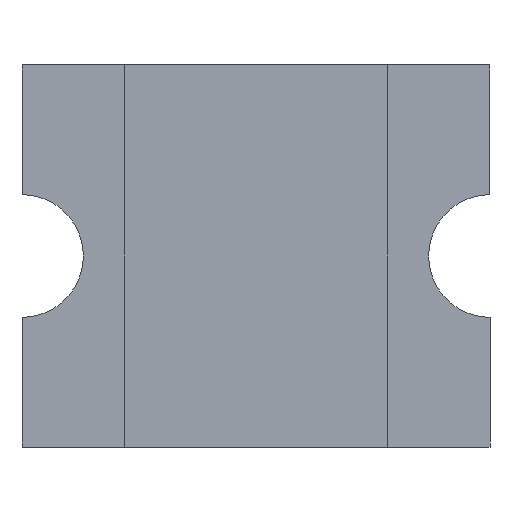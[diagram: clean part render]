
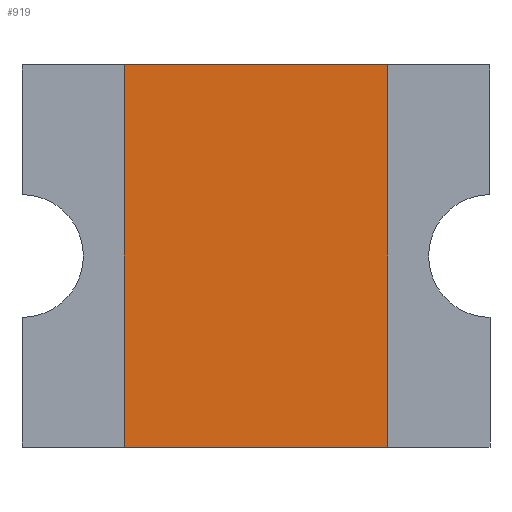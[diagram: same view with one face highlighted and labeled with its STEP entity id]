
A CAD part, front view. The second image highlights one B-rep face of the part: STEP entity #919.
In plain terms, the highlighted planar face has unit normal (0, -1, 0).
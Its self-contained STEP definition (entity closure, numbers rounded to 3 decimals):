
#4 = ORIENTED_EDGE ( 'NONE', *, *, #317, .F. ) ;
#129 = EDGE_CURVE ( 'NONE', #688, #855, #182, .T. ) ;
#144 = ORIENTED_EDGE ( 'NONE', *, *, #215, .F. ) ;
#182 = LINE ( 'NONE', #889, #477 ) ;
#193 = DIRECTION ( 'NONE',  ( 0., 0., 1. ) ) ;
#197 = EDGE_CURVE ( 'NONE', #855, #888, #543, .T. ) ;
#199 = AXIS2_PLACEMENT_3D ( 'NONE', #596, #531, #848 ) ;
#210 = LINE ( 'NONE', #758, #339 ) ;
#215 = EDGE_CURVE ( 'NONE', #933, #688, #210, .T. ) ;
#317 = EDGE_CURVE ( 'NONE', #888, #933, #564, .T. ) ;
#339 = VECTOR ( 'NONE', #898, 1000. ) ;
#368 = ORIENTED_EDGE ( 'NONE', *, *, #197, .F. ) ;
#373 = EDGE_LOOP ( 'NONE', ( #144, #4, #368, #603 ) ) ;
#397 = FACE_OUTER_BOUND ( 'NONE', #373, .T. ) ;
#415 = DIRECTION ( 'NONE',  ( -1., 0., 0. ) ) ;
#433 = CARTESIAN_POINT ( 'NONE',  ( -0.965, 0., 1.4 ) ) ;
#442 = CARTESIAN_POINT ( 'NONE',  ( -0.965, 0., -1.4 ) ) ;
#464 = DIRECTION ( 'NONE',  ( 1., 0., 0. ) ) ;
#477 = VECTOR ( 'NONE', #415, 1000. ) ;
#525 = CARTESIAN_POINT ( 'NONE',  ( 0.965, 0., 1.4 ) ) ;
#531 = DIRECTION ( 'NONE',  ( 0., -1., 0. ) ) ;
#543 = LINE ( 'NONE', #641, #817 ) ;
#564 = LINE ( 'NONE', #604, #645 ) ;
#580 = CARTESIAN_POINT ( 'NONE',  ( 0.965, 0., -1.4 ) ) ;
#596 = CARTESIAN_POINT ( 'NONE',  ( 0., 0., 0. ) ) ;
#603 = ORIENTED_EDGE ( 'NONE', *, *, #129, .F. ) ;
#604 = CARTESIAN_POINT ( 'NONE',  ( -0.965, 0., 1.4 ) ) ;
#641 = CARTESIAN_POINT ( 'NONE',  ( -0.965, 0., 1.4 ) ) ;
#645 = VECTOR ( 'NONE', #464, 1000. ) ;
#676 = PLANE ( 'NONE',  #199 ) ;
#688 = VERTEX_POINT ( 'NONE', #580 ) ;
#758 = CARTESIAN_POINT ( 'NONE',  ( 0.965, 0., 1.4 ) ) ;
#817 = VECTOR ( 'NONE', #193, 1000. ) ;
#848 = DIRECTION ( 'NONE',  ( 0., 0., -1. ) ) ;
#855 = VERTEX_POINT ( 'NONE', #442 ) ;
#888 = VERTEX_POINT ( 'NONE', #433 ) ;
#889 = CARTESIAN_POINT ( 'NONE',  ( -0.965, 0., -1.4 ) ) ;
#898 = DIRECTION ( 'NONE',  ( 0., 0., -1. ) ) ;
#919 = ADVANCED_FACE ( 'NONE', ( #397 ), #676, .T. ) ;
#933 = VERTEX_POINT ( 'NONE', #525 ) ;
